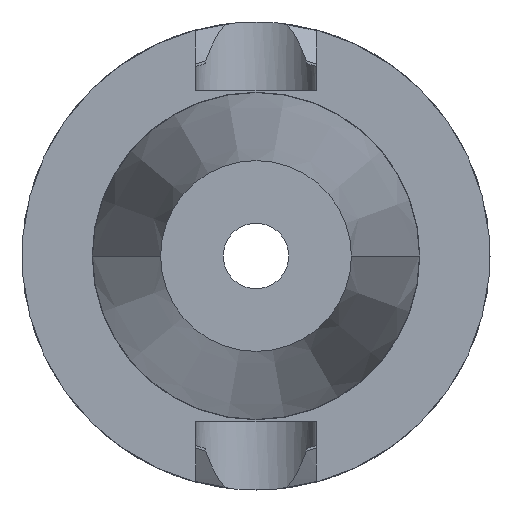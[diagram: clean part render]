
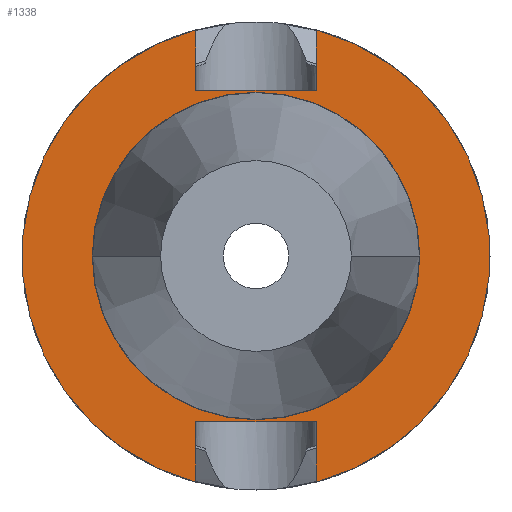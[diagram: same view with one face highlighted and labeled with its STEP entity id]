
A CAD part, left-side view. The second image highlights one B-rep face of the part: STEP entity #1338.
In plain terms, the highlighted planar face has unit normal (-1, 0, 0).
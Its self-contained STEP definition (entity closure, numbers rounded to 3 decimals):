
#347=CARTESIAN_POINT('',(1.5,0.,0.));
#348=DIRECTION('',(-1.,0.,0.));
#349=DIRECTION('',(0.,0.257,0.966));
#350=AXIS2_PLACEMENT_3D('',#347,#348,#349);
#362=CARTESIAN_POINT('',(1.5,0.,0.));
#363=DIRECTION('',(-1.,0.,0.));
#364=DIRECTION('',(0.,-0.257,-0.966));
#365=AXIS2_PLACEMENT_3D('',#362,#363,#364);
#385=DIRECTION('',(0.,1.,0.));
#386=VECTOR('',#385,25.7);
#387=CARTESIAN_POINT('',(1.5,-12.85,-35.4));
#388=LINE('',#387,#386);
#392=DIRECTION('',(0.,0.,1.));
#393=VECTOR('',#392,12.921);
#394=CARTESIAN_POINT('',(1.5,12.85,-48.321));
#395=LINE('',#394,#393);
#399=DIRECTION('',(0.,0.,-1.));
#400=VECTOR('',#399,12.921);
#401=CARTESIAN_POINT('',(1.5,12.85,48.321));
#402=LINE('',#401,#400);
#406=DIRECTION('',(0.,1.,0.));
#407=VECTOR('',#406,25.7);
#408=CARTESIAN_POINT('',(1.5,-12.85,35.4));
#409=LINE('',#408,#407);
#413=DIRECTION('',(0.,0.,-1.));
#414=VECTOR('',#413,12.921);
#415=CARTESIAN_POINT('',(1.5,-12.85,48.321));
#416=LINE('',#415,#414);
#420=DIRECTION('',(0.,0.,1.));
#421=VECTOR('',#420,12.921);
#422=CARTESIAN_POINT('',(1.5,-12.85,-48.321));
#423=LINE('',#422,#421);
#441=CARTESIAN_POINT('',(1.5,0.,0.));
#442=DIRECTION('',(-1.,0.,0.));
#443=DIRECTION('',(0.,1.,0.));
#444=AXIS2_PLACEMENT_3D('',#441,#442,#443);
#449=CARTESIAN_POINT('',(1.5,0.,0.));
#450=DIRECTION('',(1.,0.,0.));
#451=DIRECTION('',(0.,1.,0.));
#452=AXIS2_PLACEMENT_3D('',#449,#450,#451);
#927=CARTESIAN_POINT('',(1.5,34.876,0.));
#929=VERTEX_POINT('',#927);
#937=CARTESIAN_POINT('',(1.5,-34.876,0.));
#939=VERTEX_POINT('',#937);
#971=CARTESIAN_POINT('',(1.5,12.85,48.321));
#972=VERTEX_POINT('',#971);
#973=CARTESIAN_POINT('',(1.5,-12.85,48.321));
#974=VERTEX_POINT('',#973);
#975=CARTESIAN_POINT('',(1.5,-12.85,35.4));
#976=CARTESIAN_POINT('',(1.5,12.85,35.4));
#977=VERTEX_POINT('',#975);
#978=VERTEX_POINT('',#976);
#991=CARTESIAN_POINT('',(1.5,12.85,-48.321));
#992=VERTEX_POINT('',#991);
#993=CARTESIAN_POINT('',(1.5,-12.85,-48.321));
#994=VERTEX_POINT('',#993);
#995=CARTESIAN_POINT('',(1.5,-12.85,-35.4));
#996=CARTESIAN_POINT('',(1.5,12.85,-35.4));
#997=VERTEX_POINT('',#995);
#998=VERTEX_POINT('',#996);
#1313=CARTESIAN_POINT('',(1.5,0.,0.));
#1314=DIRECTION('',(1.,0.,0.));
#1315=DIRECTION('',(0.,-1.,0.));
#1316=AXIS2_PLACEMENT_3D('',#1313,#1314,#1315);
#1317=PLANE('',#1316);
#1319=ORIENTED_EDGE('',*,*,#1318,.T.);
#1320=ORIENTED_EDGE('',*,*,#1276,.F.);
#1321=ORIENTED_EDGE('',*,*,#1293,.F.);
#1322=ORIENTED_EDGE('',*,*,#1224,.T.);
#1324=ORIENTED_EDGE('',*,*,#1323,.F.);
#1326=ORIENTED_EDGE('',*,*,#1325,.F.);
#1327=ORIENTED_EDGE('',*,*,#1305,.F.);
#1329=ORIENTED_EDGE('',*,*,#1328,.T.);
#1330=EDGE_LOOP('',(#1319,#1320,#1321,#1322,#1324,#1326,#1327,#1329));
#1331=FACE_OUTER_BOUND('',#1330,.F.);
#1333=ORIENTED_EDGE('',*,*,#1332,.T.);
#1335=ORIENTED_EDGE('',*,*,#1334,.F.);
#1336=EDGE_LOOP('',(#1333,#1335));
#1337=FACE_BOUND('',#1336,.F.);
#351=CIRCLE('',#350,50.);
#366=CIRCLE('',#365,50.);
#445=CIRCLE('',#444,34.876);
#453=CIRCLE('',#452,34.876);
#1224=EDGE_CURVE('',#972,#978,#402,.T.);
#1276=EDGE_CURVE('',#992,#998,#395,.T.);
#1293=EDGE_CURVE('',#972,#992,#351,.T.);
#1305=EDGE_CURVE('',#994,#974,#366,.T.);
#1318=EDGE_CURVE('',#997,#998,#388,.T.);
#1323=EDGE_CURVE('',#977,#978,#409,.T.);
#1325=EDGE_CURVE('',#974,#977,#416,.T.);
#1328=EDGE_CURVE('',#994,#997,#423,.T.);
#1332=EDGE_CURVE('',#929,#939,#445,.T.);
#1334=EDGE_CURVE('',#929,#939,#453,.T.);
#1338=ADVANCED_FACE('',(#1331,#1337),#1317,.F.);
